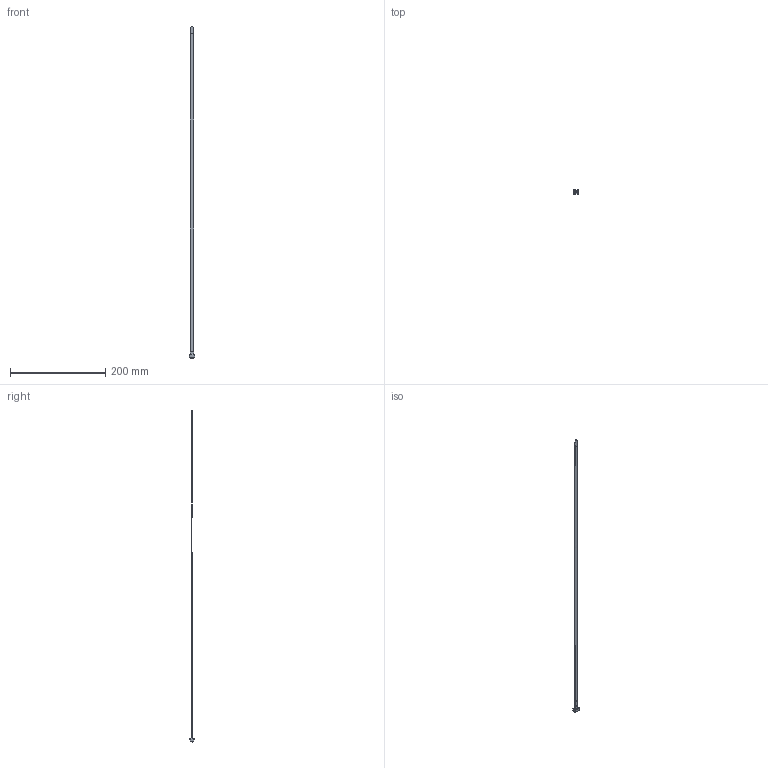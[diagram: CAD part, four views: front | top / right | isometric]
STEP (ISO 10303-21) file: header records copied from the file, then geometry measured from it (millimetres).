
FILE_DESCRIPTION(/* description */ (''),/* implementation_level */ '2;1');
FILE_NAME(/* name */ 'SST8H.stp',/* time_stamp */ '2022-06-20T12:39:30-05:00',/* author */ (''),/* organization */ (''),/* preprocessor_version */ 'ST-DEVELOPER v16.7',/* originating_system */ 'SIEMENS PLM Software NX 1926',/* authorisation */ '');
FILE_SCHEMA (('AP203_CONFIGURATION_CONTROLLED_3D_DESIGN_OF_MECHANICAL_PARTS_AND_ASSEMBLIES_MIM_LF { 1 0 10303 403 2 1 2}'));
Length unit declared in the file: inch
Products named in the file (1): BWG09346849saqc
Bounding box: 11.97 x 8.92 x 698.75 mm (x, y, z)
Volume: 8641.6 mm3; surface area: 12333.3 mm2
Topology: 1 solids, 1 shells, 150 faces, 373 edges, 226 vertices
Faces by surface type: plane 69, cylinder 58, bspline 16, torus 6, cone 1
Entity records: 4732 total; most frequent: CARTESIAN_POINT 1103, DIRECTION 748, ORIENTED_EDGE 746, EDGE_CURVE 373, AXIS2_PLACEMENT_3D 266, VERTEX_POINT 226, LINE 216, VECTOR 216
